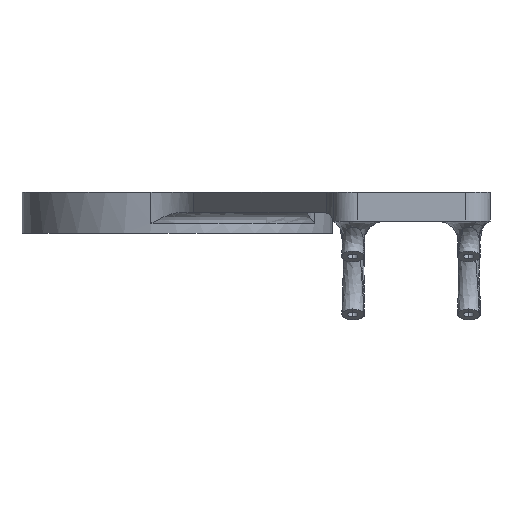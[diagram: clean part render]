
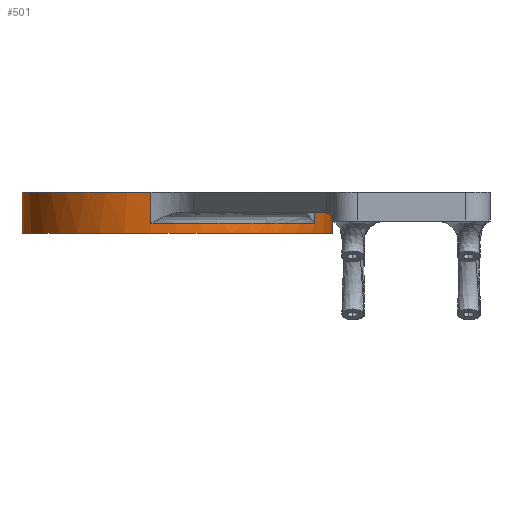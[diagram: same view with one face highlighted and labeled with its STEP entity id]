
A CAD part, front view. The second image highlights one B-rep face of the part: STEP entity #501.
In plain terms, the highlighted cylindrical face has radius 37.5 mm (diameter 75 mm), a partial arc.
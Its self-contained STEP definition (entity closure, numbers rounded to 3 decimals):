
#501 = ADVANCED_FACE ( 'NONE', ( #12352 ), #874, .T. ) ;
#874 = CYLINDRICAL_SURFACE ( 'NONE', #13511, 37.5 ) ;
#1675 = EDGE_CURVE ( 'NONE', #3416, #13496, #6318, .T. ) ;
#1915 = VECTOR ( 'NONE', #2535, 1000. ) ;
#1943 = AXIS2_PLACEMENT_3D ( 'NONE', #8178, #8004, #13289 ) ;
#2385 = DIRECTION ( 'NONE',  ( 1., 0., 0. ) ) ;
#2535 = DIRECTION ( 'NONE',  ( 0., 0., -1. ) ) ;
#2547 = CARTESIAN_POINT ( 'NONE',  ( -133.074, -275.431, 40.301 ) ) ;
#2872 = CARTESIAN_POINT ( 'NONE',  ( -170.574, -275.431, 47.801 ) ) ;
#3041 = AXIS2_PLACEMENT_3D ( 'NONE', #8373, #11017, #12301 ) ;
#3257 = EDGE_CURVE ( 'NONE', #13496, #13335, #13560, .T. ) ;
#3403 = CARTESIAN_POINT ( 'NONE',  ( -133.074, -275.431, 47.801 ) ) ;
#3416 = VERTEX_POINT ( 'NONE', #9528 ) ;
#3787 = EDGE_CURVE ( 'NONE', #12350, #10854, #7290, .T. ) ;
#4120 = CARTESIAN_POINT ( 'NONE',  ( -139.43, -312.388, 40.301 ) ) ;
#4182 = LINE ( 'NONE', #2872, #15193 ) ;
#4761 = CIRCLE ( 'NONE', #7153, 37.5 ) ;
#4827 = DIRECTION ( 'NONE',  ( 0., 0., -1. ) ) ;
#4855 = CARTESIAN_POINT ( 'NONE',  ( -139.43, -312.388, 47.801 ) ) ;
#5383 = DIRECTION ( 'NONE',  ( 1., 0., 0. ) ) ;
#6227 = CARTESIAN_POINT ( 'NONE',  ( -170.574, -275.431, 37.801 ) ) ;
#6295 = VECTOR ( 'NONE', #8934, 1000. ) ;
#6318 = LINE ( 'NONE', #16442, #1915 ) ;
#6566 = DIRECTION ( 'NONE',  ( 0., 0., -1. ) ) ;
#6655 = AXIS2_PLACEMENT_3D ( 'NONE', #2547, #12855, #2385 ) ;
#6959 = CARTESIAN_POINT ( 'NONE',  ( -170.574, -275.431, 47.801 ) ) ;
#7153 = AXIS2_PLACEMENT_3D ( 'NONE', #7798, #6566, #5383 ) ;
#7165 = CIRCLE ( 'NONE', #6655, 37.5 ) ;
#7290 = CIRCLE ( 'NONE', #1943, 37.5 ) ;
#7616 = EDGE_CURVE ( 'NONE', #10854, #13335, #4182, .T. ) ;
#7798 = CARTESIAN_POINT ( 'NONE',  ( -133.074, -275.431, 47.801 ) ) ;
#8004 = DIRECTION ( 'NONE',  ( 0., 0., -1. ) ) ;
#8178 = CARTESIAN_POINT ( 'NONE',  ( -133.074, -275.431, 47.801 ) ) ;
#8373 = CARTESIAN_POINT ( 'NONE',  ( -133.074, -275.431, 37.801 ) ) ;
#8776 = LINE ( 'NONE', #10227, #6295 ) ;
#8934 = DIRECTION ( 'NONE',  ( 0., 0., 1. ) ) ;
#9295 = DIRECTION ( 'NONE',  ( 0., 0., -1. ) ) ;
#9435 = LINE ( 'NONE', #14203, #10701 ) ;
#9528 = CARTESIAN_POINT ( 'NONE',  ( -95.574, -275.431, 47.801 ) ) ;
#9791 = EDGE_LOOP ( 'NONE', ( #9798, #10627, #14818, #15514, #15899, #11092, #10858, #12306 ) ) ;
#9798 = ORIENTED_EDGE ( 'NONE', *, *, #1675, .F. ) ;
#10189 = EDGE_CURVE ( 'NONE', #14769, #12728, #8776, .T. ) ;
#10227 = CARTESIAN_POINT ( 'NONE',  ( -99.959, -293.026, 47.801 ) ) ;
#10528 = CARTESIAN_POINT ( 'NONE',  ( -99.959, -293.026, 47.801 ) ) ;
#10627 = ORIENTED_EDGE ( 'NONE', *, *, #14055, .T. ) ;
#10701 = VECTOR ( 'NONE', #14656, 1000. ) ;
#10854 = VERTEX_POINT ( 'NONE', #6959 ) ;
#10858 = ORIENTED_EDGE ( 'NONE', *, *, #7616, .T. ) ;
#11017 = DIRECTION ( 'NONE',  ( 0., 0., -1. ) ) ;
#11092 = ORIENTED_EDGE ( 'NONE', *, *, #3787, .T. ) ;
#11538 = CARTESIAN_POINT ( 'NONE',  ( -99.959, -293.026, 40.301 ) ) ;
#12301 = DIRECTION ( 'NONE',  ( 1., 0., 0. ) ) ;
#12306 = ORIENTED_EDGE ( 'NONE', *, *, #3257, .F. ) ;
#12350 = VERTEX_POINT ( 'NONE', #4855 ) ;
#12352 = FACE_OUTER_BOUND ( 'NONE', #9791, .T. ) ;
#12728 = VERTEX_POINT ( 'NONE', #10528 ) ;
#12855 = DIRECTION ( 'NONE',  ( 0., 0., 1. ) ) ;
#13289 = DIRECTION ( 'NONE',  ( 1., 0., 0. ) ) ;
#13335 = VERTEX_POINT ( 'NONE', #6227 ) ;
#13496 = VERTEX_POINT ( 'NONE', #14737 ) ;
#13511 = AXIS2_PLACEMENT_3D ( 'NONE', #3403, #4827, #16305 ) ;
#13560 = CIRCLE ( 'NONE', #3041, 37.5 ) ;
#14055 = EDGE_CURVE ( 'NONE', #3416, #12728, #4761, .T. ) ;
#14203 = CARTESIAN_POINT ( 'NONE',  ( -139.43, -312.388, 47.801 ) ) ;
#14656 = DIRECTION ( 'NONE',  ( 0., 0., -1. ) ) ;
#14673 = EDGE_CURVE ( 'NONE', #15188, #14769, #7165, .T. ) ;
#14737 = CARTESIAN_POINT ( 'NONE',  ( -95.574, -275.431, 37.801 ) ) ;
#14769 = VERTEX_POINT ( 'NONE', #11538 ) ;
#14818 = ORIENTED_EDGE ( 'NONE', *, *, #10189, .F. ) ;
#15188 = VERTEX_POINT ( 'NONE', #4120 ) ;
#15193 = VECTOR ( 'NONE', #9295, 1000. ) ;
#15514 = ORIENTED_EDGE ( 'NONE', *, *, #14673, .F. ) ;
#15899 = ORIENTED_EDGE ( 'NONE', *, *, #16337, .F. ) ;
#16305 = DIRECTION ( 'NONE',  ( -1., 0., 0. ) ) ;
#16337 = EDGE_CURVE ( 'NONE', #12350, #15188, #9435, .T. ) ;
#16442 = CARTESIAN_POINT ( 'NONE',  ( -95.574, -275.431, 47.801 ) ) ;
